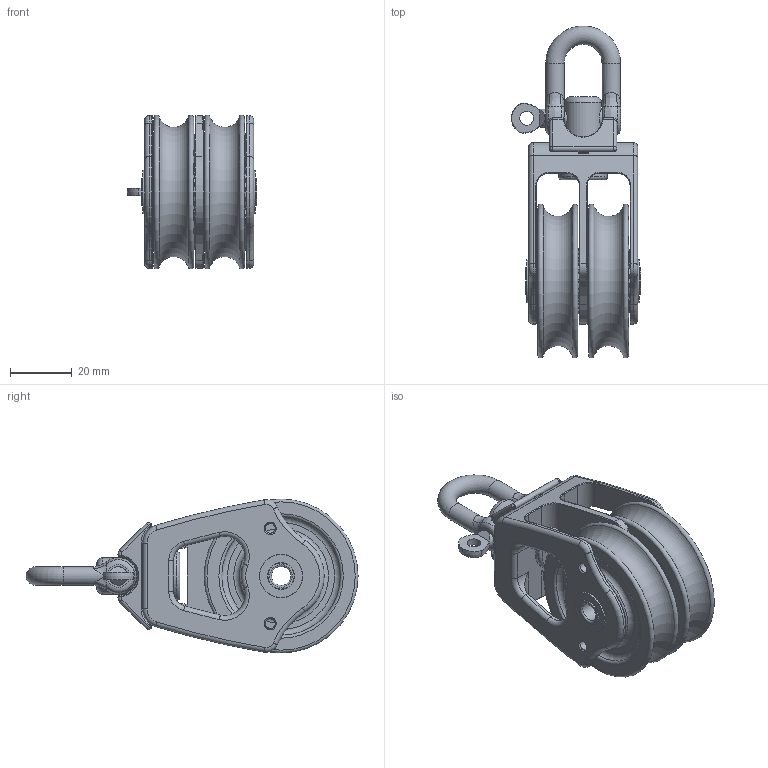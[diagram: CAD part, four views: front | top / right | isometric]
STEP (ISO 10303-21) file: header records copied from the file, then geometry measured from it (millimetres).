
FILE_DESCRIPTION(/* description */ (''),/* implementation_level */ '2;1');
FILE_NAME(/* name */ '00503.stp',/* time_stamp */ '2019-04-10T12:12:47+02:00',/* author */ ('gianni'),/* organization */ (''),/* preprocessor_version */ 'ST-DEVELOPER v16.5',/* originating_system */ 'Autodesk Inventor 2017',/* authorisation */ '');
FILE_SCHEMA (('AUTOMOTIVE_DESIGN { 1 0 10303 214 3 1 1 }'));
Length unit declared in the file: millimetre
Products named in the file (1): 19041009
Bounding box: 42.05 x 107.88 x 50 mm (x, y, z)
Volume: 67278.6 mm3; surface area: 29872.7 mm2
Topology: 1 solids, 1 shells, 473 faces, 995 edges, 607 vertices
Faces by surface type: cylinder 126, torus 110, sphere 93, plane 72, bspline 64, cone 8
Full cylindrical faces by diameter (mm): 3.242 x4, 4.5 x1, 6 x5, 6.2 x1, 8.7 x2, 11.9 x1, 12 x4, 14 x2, 14.1 x2, 15.8 x1
Entity records: 14518 total; most frequent: CARTESIAN_POINT 4569, DIRECTION 2222, ORIENTED_EDGE 1826, AXIS2_PLACEMENT_3D 1013, EDGE_CURVE 913, EDGE_LOOP 651, VERTEX_POINT 596, CIRCLE 557
